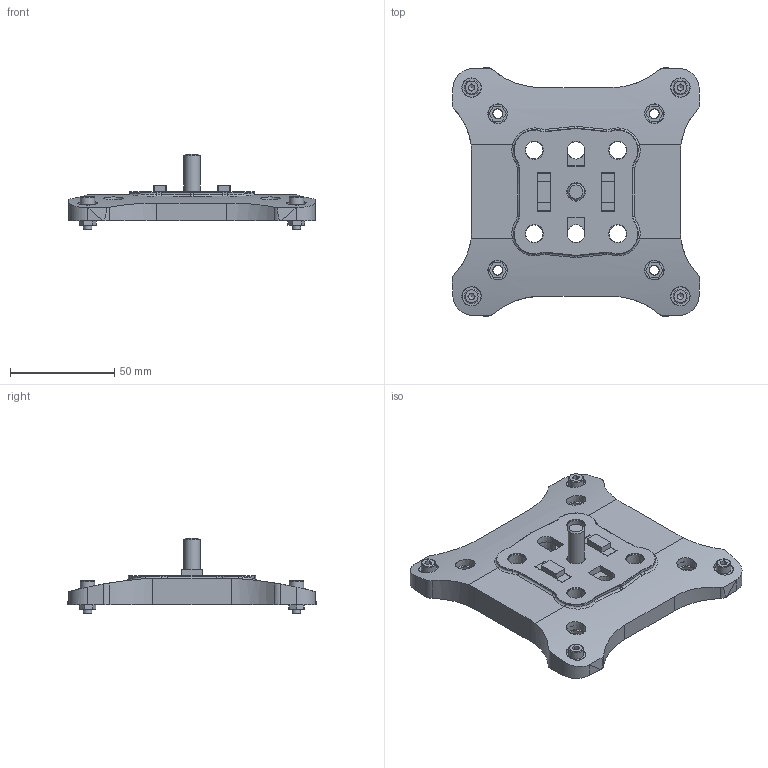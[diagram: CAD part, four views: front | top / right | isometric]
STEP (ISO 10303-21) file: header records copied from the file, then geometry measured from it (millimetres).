
FILE_DESCRIPTION(('FreeCAD Model'),'2;1');
FILE_NAME('Open CASCADE Shape Model','2025-01-08T09:17:45',(''),(''), 'Open CASCADE STEP processor 7.6','FreeCAD','Unknown');
FILE_SCHEMA(('AUTOMOTIVE_DESIGN { 1 0 10303 214 1 1 1 1 }'));
Products named in the file (1): STI8-SEF
Bounding box: 118.56 x 119 x 36.4 mm (x, y, z)
Volume: 72706.2 mm3; surface area: 61724.3 mm2
Topology: 1 solids, 1 shells, 1773 faces, 4824 edges, 3184 vertices
Faces by surface type: plane 881, cylinder 797, cone 41, torus 40, bspline 14
Full cylindrical faces by diameter (mm): 4 x5, 7 x4, 8 x1, 8.8 x5, 13 x1
Entity records: 145650 total; most frequent: CARTESIAN_POINT 36417, DIRECTION 18314, LINE 10221, VECTOR 10221, ORIENTED_EDGE 9638, PCURVE 9638, DEFINITIONAL_REPRESENTATION 9638, EDGE_CURVE 4819
